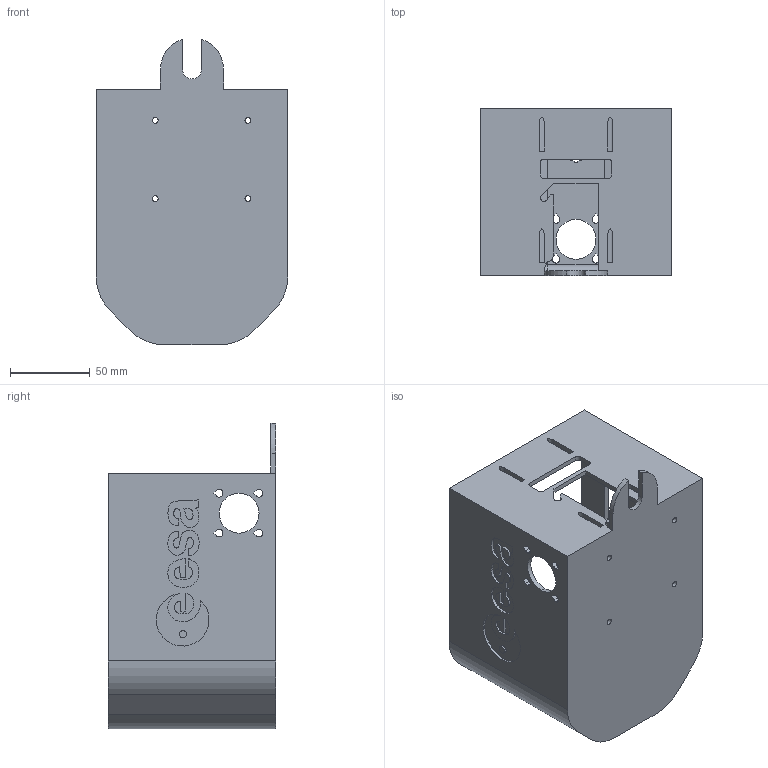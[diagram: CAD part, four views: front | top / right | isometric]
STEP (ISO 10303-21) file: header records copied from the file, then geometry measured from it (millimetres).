
FILE_DESCRIPTION(('FreeCAD Model'),'2;1');
FILE_NAME('Open CASCADE Shape Model','2021-11-10T12:53:07',('Author'),( ''),'Open CASCADE STEP processor 7.4','FreeCAD','Unknown');
FILE_SCHEMA(('AUTOMOTIVE_DESIGN { 1 0 10303 214 1 1 1 1 }'));
Length unit declared in the file: millimetre
Products named in the file (1): Defeatured050
Bounding box: 120 x 105 x 191.32 mm (x, y, z)
Volume: 197339.9 mm3; surface area: 136694.7 mm2
Topology: 1 solids, 1 shells, 343 faces, 996 edges, 650 vertices
Faces by surface type: plane 125, bspline 106, cylinder 88, cone 14, revolution 6, torus 4
Full cylindrical faces by diameter (mm): 3.6 x4, 25 x1
Entity records: 26051 total; most frequent: CARTESIAN_POINT 7859, DIRECTION 2853, ORIENTED_EDGE 1964, PCURVE 1964, DEFINITIONAL_REPRESENTATION 1964, LINE 1887, VECTOR 1887, EDGE_CURVE 982
